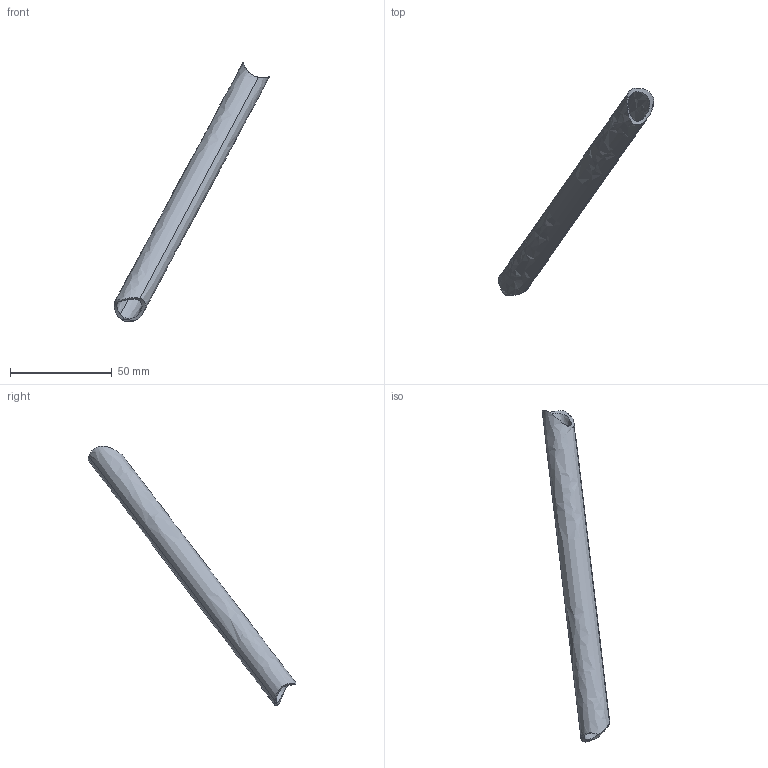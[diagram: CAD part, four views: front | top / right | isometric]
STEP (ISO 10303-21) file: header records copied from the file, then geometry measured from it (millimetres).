
FILE_DESCRIPTION(('CATIA V5 STEP Exchange'),'2;1');
FILE_NAME('66.stp','2017-12-23T19:42:35+00:00',('none'),('none'),'CATIA Version 5 Release 19 SP 2 (IN-10)','CATIA V5 STEP AP203','none');
FILE_SCHEMA(('CONFIG_CONTROL_DESIGN'));
Length unit declared in the file: millimetre
Products named in the file (1): Shape_972
Bounding box: 76.46 x 101.85 x 127.48 mm (x, y, z)
Volume: 10017.2 mm3; surface area: 13522.8 mm2
Topology: 1 solids, 1 shells, 10 faces, 26 edges, 17 vertices
Faces by surface type: cylinder 6, bspline 4
Entity records: 617 total; most frequent: CARTESIAN_POINT 403, ORIENTED_EDGE 52, EDGE_CURVE 26, B_SPLINE_CURVE_WITH_KNOTS 22, VERTEX_POINT 17, EDGE_LOOP 11, ADVANCED_FACE 10, FACE_OUTER_BOUND 10
